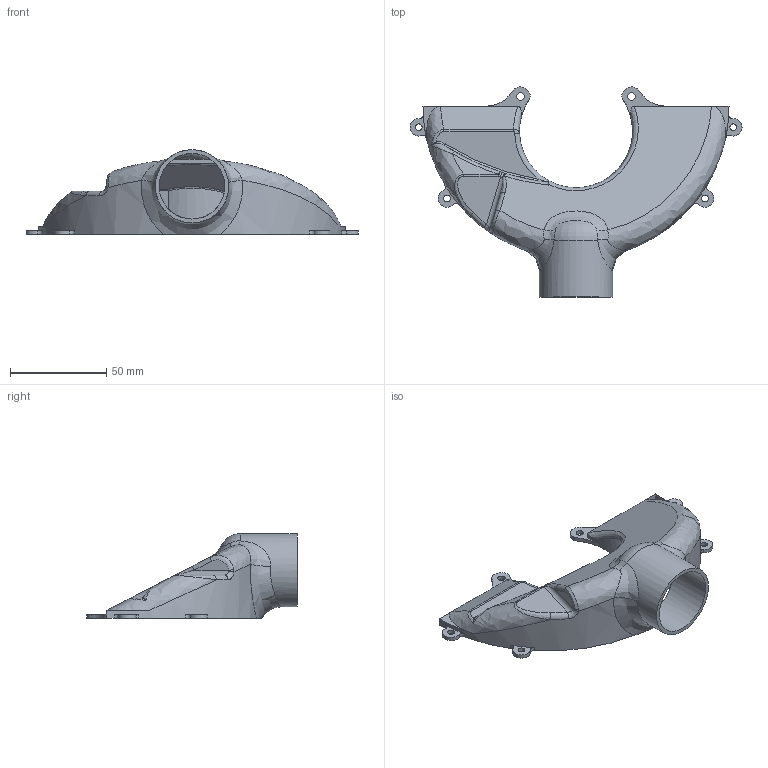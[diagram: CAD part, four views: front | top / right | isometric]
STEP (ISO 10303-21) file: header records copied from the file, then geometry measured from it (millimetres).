
FILE_DESCRIPTION(/* description */ ('STEP AP242','CAx-IF Rec.Pracs.---Representation and Presentation of Product Manufacturing Information (PMI)---4.0---2014-10-13','CAx-IF Rec.Pracs.---3D Tessellated Geometry---0.4---2014-09-14','2;1'),/* implementation_level */ '2;1');
FILE_NAME(/* name */ '664f904575568f76d35a7c11',/* time_stamp */ '2024-05-23T18:51:49Z',/* author */ (''),/* organization */ (''),/* preprocessor_version */ 'ST-DEVELOPER v20',/* originating_system */ ' ',/* authorisation */ ' ');
FILE_SCHEMA (('AP242_MANAGED_MODEL_BASED_3D_ENGINEERING_MIM_LF { 1 0 10303 442 1 1 4 }'));
Length unit declared in the file: metre
Products named in the file (1): Part 1
Bounding box: 172.6 x 109.3 x 44.05 mm (x, y, z)
Volume: 39176 mm3; surface area: 37983.7 mm2
Topology: 1 solids, 1 shells, 131 faces, 335 edges, 202 vertices
Faces by surface type: bspline 47, cylinder 41, plane 30, torus 9, sphere 4
Full cylindrical faces by diameter (mm): 3.5 x4, 3.893 x2, 34.1 x1, 38.1 x1
Entity records: 5232 total; most frequent: CARTESIAN_POINT 2308, ORIENTED_EDGE 640, DIRECTION 569, EDGE_CURVE 320, AXIS2_PLACEMENT_3D 249, VERTEX_POINT 200, EDGE_LOOP 154, FACE_BOUND 154
